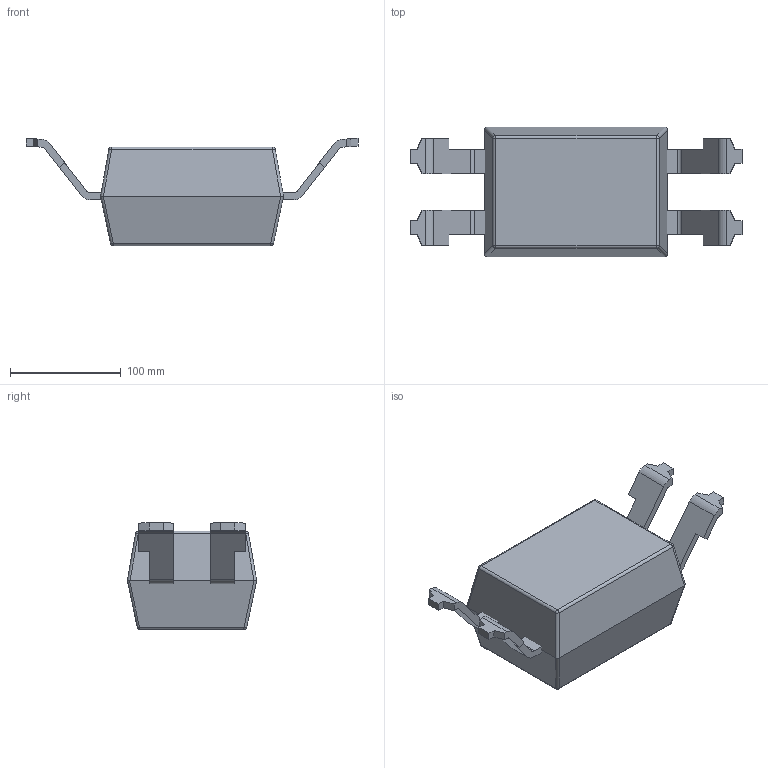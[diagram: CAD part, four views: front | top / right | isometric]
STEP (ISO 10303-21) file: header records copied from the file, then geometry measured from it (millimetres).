
FILE_DESCRIPTION((''),'2;1');
FILE_NAME('SMD4-W_ASM','2023-05-25T',('Administrator'),(''),'PRO/ENGINEER BY PARAMETRIC TECHNOLOGY CORPORATION, 2014200','PRO/ENGINEER BY PARAMETRIC TECHNOLOGY CORPORATION, 2014200','');
FILE_SCHEMA(('CONFIG_CONTROL_DESIGN'));
Length unit declared in the file: inch
Products named in the file (3): SMD4T; 4444; SMD4-W_ASM
Assembly tree (2 placements, depth 2):
  SMD4-W_ASM
    SMD4T
    4444
Bounding box: 299.72 x 116.84 x 96.73 mm (x, y, z)
Volume: 1610377.7 mm3; surface area: 118508.1 mm2
Topology: 3 solids, 3 shells, 105 faces, 268 edges, 170 vertices
Faces by surface type: plane 63, cylinder 34, sphere 6, bspline 2
Entity records: 3336 total; most frequent: CARTESIAN_POINT 692, ORIENTED_EDGE 536, DIRECTION 530, EDGE_CURVE 268, VECTOR 198, LINE 198, VERTEX_POINT 170, AXIS2_PLACEMENT_3D 166
